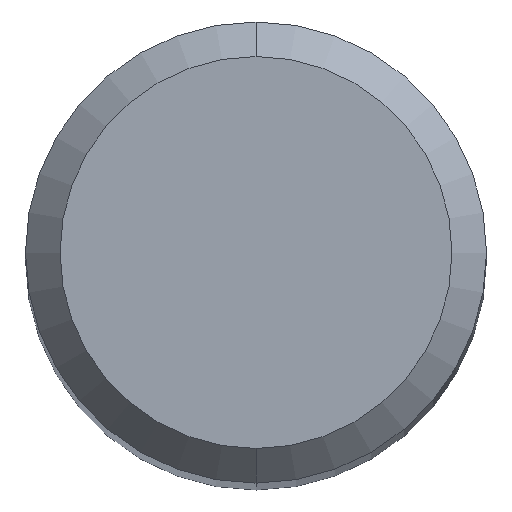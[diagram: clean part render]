
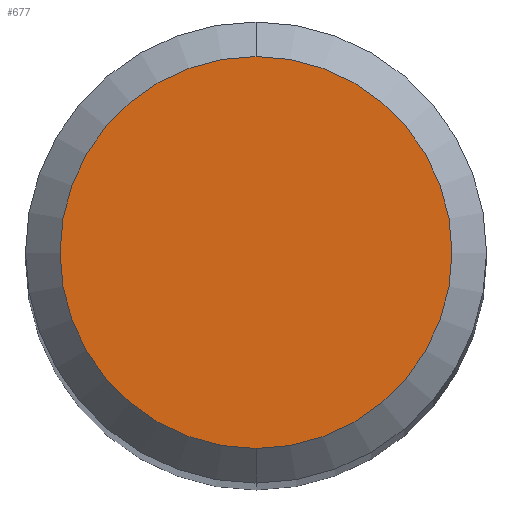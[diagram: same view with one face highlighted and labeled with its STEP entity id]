
A CAD part, top view. The second image highlights one B-rep face of the part: STEP entity #677.
In plain terms, the highlighted planar face has unit normal (0, 0, 1).
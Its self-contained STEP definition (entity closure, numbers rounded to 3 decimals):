
#361=EDGE_CURVE('',#767,#691,#1024,.T.);
#677=ADVANCED_FACE('',(#1368),#1369,.T.);
#691=VERTEX_POINT('',#1386);
#767=VERTEX_POINT('',#1470);
#881=EDGE_CURVE('',#691,#767,#1592,.T.);
#1024=CIRCLE('',#1747,1.7);
#1368=FACE_OUTER_BOUND('',#3353,.T.);
#1369=PLANE('',#3354);
#1386=CARTESIAN_POINT('',(0.0,1.7,0.0));
#1470=CARTESIAN_POINT('',(0.,-1.7,0.0));
#1592=CIRCLE('',#4212,1.7);
#1747=AXIS2_PLACEMENT_3D('',#4748,#4749,#4750);
#3353=EDGE_LOOP('',(#5101,#5102));
#3354=AXIS2_PLACEMENT_3D('',#5103,#5104,#5105);
#4212=AXIS2_PLACEMENT_3D('',#5391,#5392,#5393);
#4748=CARTESIAN_POINT('',(0.0,0.0,0.0));
#4749=DIRECTION('',(0.0,0.0,-1.0));
#4750=DIRECTION('',(0.0,1.0,0.0));
#5101=ORIENTED_EDGE('',*,*,#881,.F.);
#5102=ORIENTED_EDGE('',*,*,#361,.F.);
#5103=CARTESIAN_POINT('',(0.0,0.85,0.0));
#5104=DIRECTION('',(-0.0,0.0,1.0));
#5105=DIRECTION('',(0.0,-1.0,0.0));
#5391=CARTESIAN_POINT('',(0.0,0.0,0.0));
#5392=DIRECTION('',(0.0,0.0,-1.0));
#5393=DIRECTION('',(0.0,1.0,0.0));
